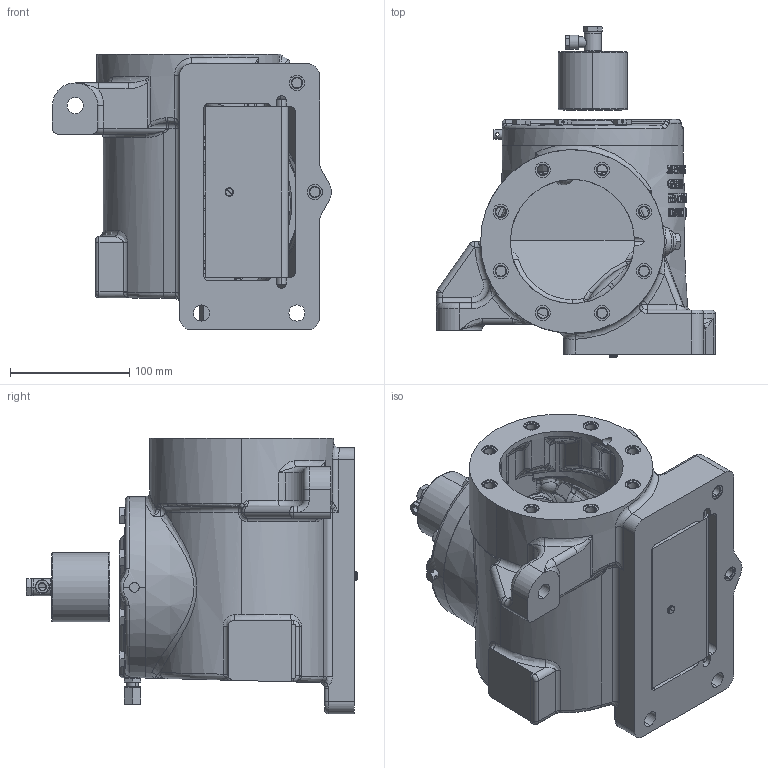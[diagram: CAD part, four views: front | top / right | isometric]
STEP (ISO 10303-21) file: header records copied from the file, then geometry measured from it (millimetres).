
FILE_DESCRIPTION (( 'STEP AP214' ), '1' );
FILE_NAME ('GL80-RK-M_251622.STEP', '2013-09-18T06:26:55', ( 'Admin2' ), ( '' ), 'SwSTEP 2.0', 'SolidWorks 2010', '' );
FILE_SCHEMA (( 'AUTOMOTIVE_DESIGN' ));
Length unit declared in the file: millimetre
Products named in the file (1): GL80-RK-M_251622
Bounding box: 234 x 277.6 x 231 mm (x, y, z)
Surface area: 311481.5 mm2 (no closed solid volume)
Topology: 0 solids, 46 shells, 1486 faces, 4524 edges, 2962 vertices
Faces by surface type: plane 483, bspline 465, cylinder 296, cone 131, torus 88, sphere 23
Entity records: 93033 total; most frequent: CARTESIAN_POINT 40745, ORIENTED_EDGE 7731, DIRECTION 6332, EDGE_CURVE 4460, VERTEX_POINT 2962, AXIS2_PLACEMENT_3D 2300, VECTOR 1732, LINE 1732
